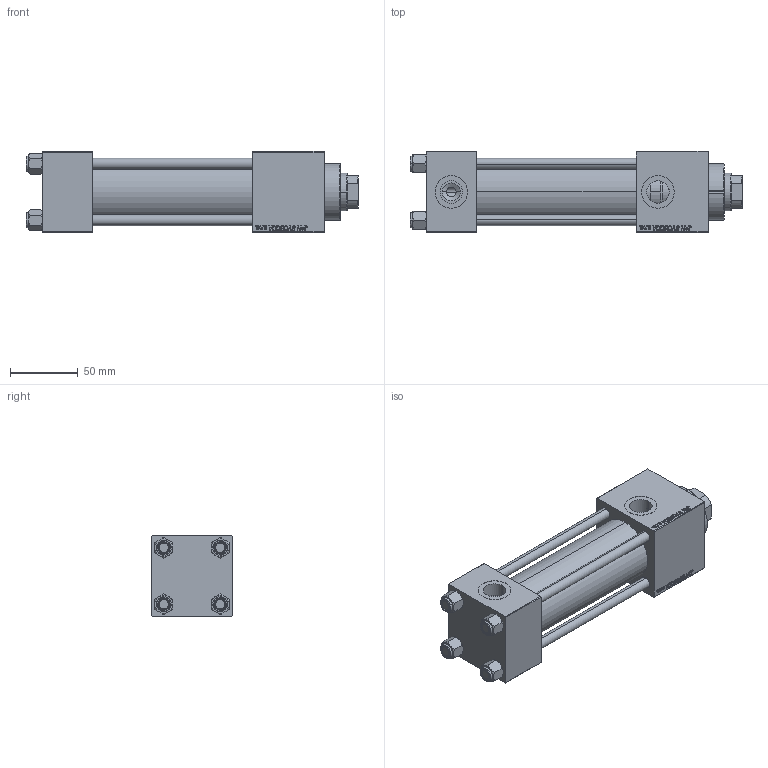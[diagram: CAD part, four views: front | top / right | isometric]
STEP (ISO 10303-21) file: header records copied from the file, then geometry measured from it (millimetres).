
FILE_DESCRIPTION (( 'STEP AP203' ), '1' );
FILE_NAME ('a91f.STEP', '2022-09-14T02:29:05', ( '' ), ( '' ), 'SwSTEP 2.0', 'SolidWorks 2019', '' );
FILE_SCHEMA (( 'CONFIG_CONTROL_DESIGN' ));
Length unit declared in the file: millimetre
Products named in the file (8): DFA 05f84a9972b91249c94b60f7df1409f1; V215CR_C_Body 05f84a9972b91249c94b60f7df1409f1; V215CR_C_TYCINKA 05f84a9972b91249c94b60f7df1409f1; a91f; V215CR_VCP_C 05f84a9972b91249c94b60f7df1409f1; V215_VC_A 05f84a9972b91249c94b60f7df1409f1; FEMALE_PART_FOR_DFA 05f84a9972b91249c94b60f7df1409f1; NUT_M5_C 05f84a9972b91249c94b60f7df1409f1
Assembly tree (13 placements, depth 3):
  a91f
    V215CR_C_Body 05f84a9972b91249c94b60f7df1409f1
    V215CR_VCP_C 05f84a9972b91249c94b60f7df1409f1
    NUT_M5_C 05f84a9972b91249c94b60f7df1409f1  x4
    V215CR_C_TYCINKA 05f84a9972b91249c94b60f7df1409f1  x4
    V215_VC_A 05f84a9972b91249c94b60f7df1409f1
    DFA 05f84a9972b91249c94b60f7df1409f1
      FEMALE_PART_FOR_DFA 05f84a9972b91249c94b60f7df1409f1
Bounding box: 245 x 60 x 60 mm (x, y, z)
Volume: 521670.7 mm3; surface area: 146729.8 mm2
Topology: 12 solids, 12 shells, 1187 faces, 2973 edges, 1927 vertices
Faces by surface type: plane 540, bspline 392, cone 148, cylinder 99, torus 8
Entity records: 51613 total; most frequent: CARTESIAN_POINT 27345, ORIENTED_EDGE 5438, DIRECTION 3515, EDGE_CURVE 2719, VERTEX_POINT 1783, VECTOR 1633, LINE 1633, EDGE_LOOP 1196
